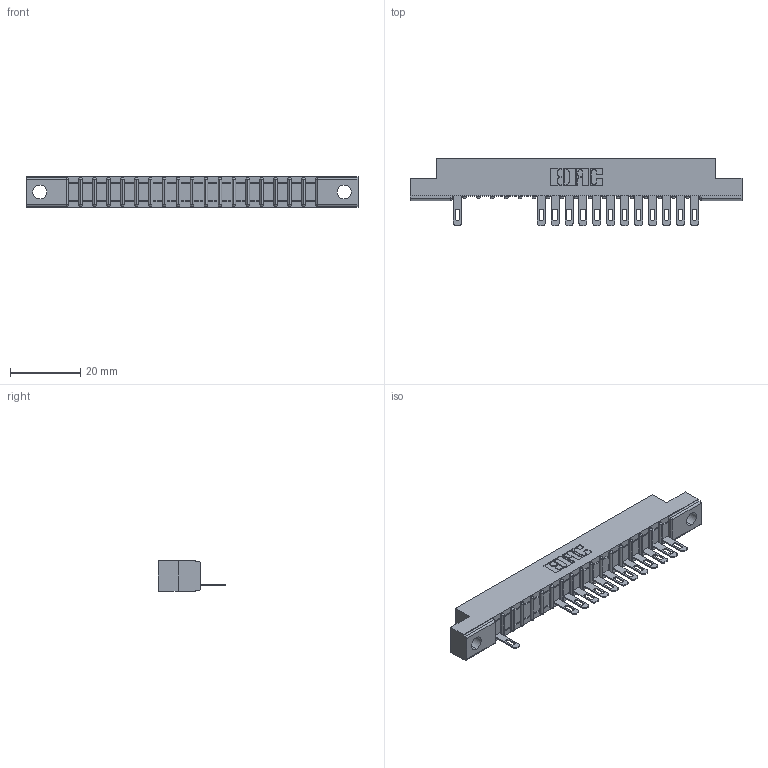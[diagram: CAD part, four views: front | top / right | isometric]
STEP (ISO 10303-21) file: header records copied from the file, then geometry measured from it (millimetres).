
FILE_DESCRIPTION (( 'STEP AP203' ), '1' );
FILE_NAME ('357-018-505-104.STEP', '2018-08-08T04:15:45', ( '' ), ( '' ), 'SwSTEP 2.0', 'SolidWorks 2016', '' );
FILE_SCHEMA (( 'CONFIG_CONTROL_DESIGN' ));
Length unit declared in the file: inch
Products named in the file (3): 307 Part_.156 Dia Mounting Holes; 307-290-001_505; 357-018-505-104
Assembly tree (14 placements, depth 2):
  357-018-505-104
    307 Part_.156 Dia Mounting Holes
    307-290-001_505  x13
Bounding box: 94.34 x 19.18 x 8.71 mm (x, y, z)
Volume: 5805.1 mm3; surface area: 8385 mm2
Topology: 14 solids, 14 shells, 979 faces, 2785 edges, 1786 vertices
Faces by surface type: plane 612, cylinder 329, sphere 38
Entity records: 18622 total; most frequent: CARTESIAN_POINT 3153, ORIENTED_EDGE 3142, DIRECTION 3069, EDGE_CURVE 1571, LINE 1201, VECTOR 1201, VERTEX_POINT 1018, AXIS2_PLACEMENT_3D 934
